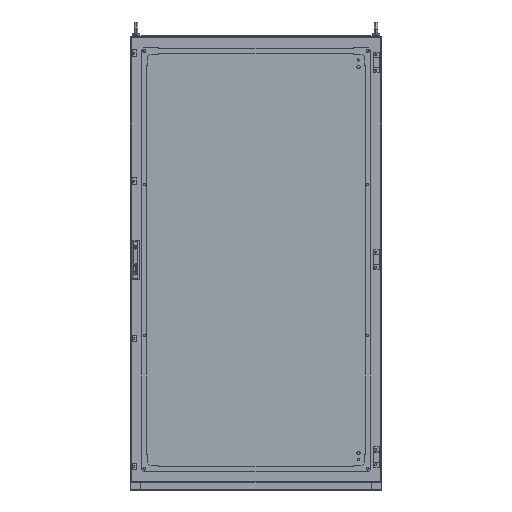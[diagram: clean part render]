
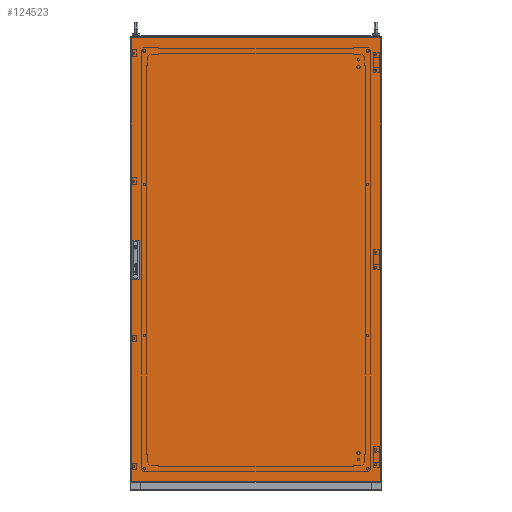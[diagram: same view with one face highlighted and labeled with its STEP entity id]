
A CAD part, top view. The second image highlights one B-rep face of the part: STEP entity #124523.
In plain terms, the highlighted planar face has unit normal (0, 0, 1).
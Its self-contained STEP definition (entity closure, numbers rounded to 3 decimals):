
#4899 = VERTEX_POINT ( 'NONE', #90455 ) ;
#5919 = CARTESIAN_POINT ( 'NONE',  ( 497., 897., 0. ) ) ;
#9098 = VERTEX_POINT ( 'NONE', #156431 ) ;
#10847 = LINE ( 'NONE', #134146, #120966 ) ;
#11499 = EDGE_CURVE ( 'NONE', #101905, #9098, #154334, .T. ) ;
#12209 = ORIENTED_EDGE ( 'NONE', *, *, #121427, .F. ) ;
#12410 = VECTOR ( 'NONE', #123605, 1000. ) ;
#13604 = CARTESIAN_POINT ( 'NONE',  ( -497., 897., 0. ) ) ;
#15687 = VECTOR ( 'NONE', #20840, 1000. ) ;
#20840 = DIRECTION ( 'NONE',  ( 0., -1., 0. ) ) ;
#28050 = ORIENTED_EDGE ( 'NONE', *, *, #11499, .F. ) ;
#28301 = VECTOR ( 'NONE', #78727, 1000. ) ;
#35360 = VECTOR ( 'NONE', #129330, 1000. ) ;
#35978 = DIRECTION ( 'NONE',  ( 1., 0., 0. ) ) ;
#37760 = VERTEX_POINT ( 'NONE', #53077 ) ;
#40829 = FACE_OUTER_BOUND ( 'NONE', #127797, .T. ) ;
#41698 = DIRECTION ( 'NONE',  ( 0., 0., 1. ) ) ;
#43018 = CARTESIAN_POINT ( 'NONE',  ( -490.7, 88.5, 0. ) ) ;
#43057 = EDGE_LOOP ( 'NONE', ( #112613, #130201, #44272, #48092 ) ) ;
#44272 = ORIENTED_EDGE ( 'NONE', *, *, #148222, .F. ) ;
#44899 = AXIS2_PLACEMENT_3D ( 'NONE', #96980, #41698, #150565 ) ;
#47438 = ORIENTED_EDGE ( 'NONE', *, *, #84775, .T. ) ;
#48092 = ORIENTED_EDGE ( 'NONE', *, *, #134399, .F. ) ;
#50117 = CARTESIAN_POINT ( 'NONE',  ( -497., 897., 0. ) ) ;
#51909 = CARTESIAN_POINT ( 'NONE',  ( -497., 897., 0. ) ) ;
#53077 = CARTESIAN_POINT ( 'NONE',  ( -490.7, -11.5, 0. ) ) ;
#53765 = VECTOR ( 'NONE', #112264, 1000. ) ;
#57556 = CARTESIAN_POINT ( 'NONE',  ( 497., 897., 0. ) ) ;
#57997 = CARTESIAN_POINT ( 'NONE',  ( -465.7, -11.5, 0. ) ) ;
#59311 = LINE ( 'NONE', #57556, #12410 ) ;
#60577 = VECTOR ( 'NONE', #118988, 1000. ) ;
#63654 = VERTEX_POINT ( 'NONE', #113101 ) ;
#64566 = CARTESIAN_POINT ( 'NONE',  ( -465.7, -61.5, 0. ) ) ;
#68756 = EDGE_LOOP ( 'NONE', ( #156948, #126087, #28050, #12209 ) ) ;
#69021 = VERTEX_POINT ( 'NONE', #50117 ) ;
#69250 = VERTEX_POINT ( 'NONE', #5919 ) ;
#71016 = EDGE_CURVE ( 'NONE', #162422, #37760, #155242, .T. ) ;
#71248 = LINE ( 'NONE', #101536, #53765 ) ;
#73420 = ORIENTED_EDGE ( 'NONE', *, *, #80309, .T. ) ;
#78727 = DIRECTION ( 'NONE',  ( 0., -1., 0. ) ) ;
#80180 = VECTOR ( 'NONE', #126700, 1000. ) ;
#80309 = EDGE_CURVE ( 'NONE', #63654, #69250, #59311, .T. ) ;
#80948 = VERTEX_POINT ( 'NONE', #160298 ) ;
#81442 = VECTOR ( 'NONE', #121673, 1000. ) ;
#81460 = EDGE_CURVE ( 'NONE', #69250, #69021, #149330, .T. ) ;
#83724 = LINE ( 'NONE', #123003, #93461 ) ;
#84775 = EDGE_CURVE ( 'NONE', #69021, #137903, #121512, .T. ) ;
#89473 = CARTESIAN_POINT ( 'NONE',  ( -497., -870., 0. ) ) ;
#89621 = LINE ( 'NONE', #100337, #15687 ) ;
#90455 = CARTESIAN_POINT ( 'NONE',  ( -490.7, -61.5, 0. ) ) ;
#93461 = VECTOR ( 'NONE', #175665, 1000. ) ;
#95236 = PLANE ( 'NONE',  #44899 ) ;
#95717 = CARTESIAN_POINT ( 'NONE',  ( -465.7, -11.5, 0. ) ) ;
#96109 = FACE_BOUND ( 'NONE', #43057, .T. ) ;
#96980 = CARTESIAN_POINT ( 'NONE',  ( 0., 0., 0. ) ) ;
#98069 = CARTESIAN_POINT ( 'NONE',  ( -465.7, -61.5, 0. ) ) ;
#98131 = CARTESIAN_POINT ( 'NONE',  ( -497., -870., 0. ) ) ;
#98845 = CARTESIAN_POINT ( 'NONE',  ( -490.7, -61.5, 0. ) ) ;
#100337 = CARTESIAN_POINT ( 'NONE',  ( -490.7, 38.5, 0. ) ) ;
#101536 = CARTESIAN_POINT ( 'NONE',  ( -465.7, 38.5, 0. ) ) ;
#101905 = VERTEX_POINT ( 'NONE', #125046 ) ;
#103408 = CARTESIAN_POINT ( 'NONE',  ( -465.7, 38.5, 0. ) ) ;
#105824 = EDGE_CURVE ( 'NONE', #156740, #80948, #89621, .T. ) ;
#110621 = LINE ( 'NONE', #64566, #60577 ) ;
#112264 = DIRECTION ( 'NONE',  ( 1., 0., 0. ) ) ;
#112613 = ORIENTED_EDGE ( 'NONE', *, *, #150169, .F. ) ;
#112835 = VERTEX_POINT ( 'NONE', #98069 ) ;
#113101 = CARTESIAN_POINT ( 'NONE',  ( 497., -870., 0. ) ) ;
#117815 = ORIENTED_EDGE ( 'NONE', *, *, #157911, .T. ) ;
#118988 = DIRECTION ( 'NONE',  ( 0., 1., 0. ) ) ;
#119098 = VECTOR ( 'NONE', #152587, 1000. ) ;
#120966 = VECTOR ( 'NONE', #35978, 1000. ) ;
#121427 = EDGE_CURVE ( 'NONE', #80948, #101905, #71248, .T. ) ;
#121512 = LINE ( 'NONE', #51909, #28301 ) ;
#121673 = DIRECTION ( 'NONE',  ( -1., 0., 0. ) ) ;
#123003 = CARTESIAN_POINT ( 'NONE',  ( -465.7, 88.5, 0. ) ) ;
#123605 = DIRECTION ( 'NONE',  ( 0., 1., 0. ) ) ;
#124523 = ADVANCED_FACE ( 'NONE', ( #163075, #96109, #40829 ), #95236, .T. ) ;
#125046 = CARTESIAN_POINT ( 'NONE',  ( -465.7, 38.5, 0. ) ) ;
#126087 = ORIENTED_EDGE ( 'NONE', *, *, #159021, .F. ) ;
#126700 = DIRECTION ( 'NONE',  ( -1., 0., 0. ) ) ;
#127579 = LINE ( 'NONE', #98131, #119098 ) ;
#127797 = EDGE_LOOP ( 'NONE', ( #47438, #117815, #73420, #133610 ) ) ;
#129330 = DIRECTION ( 'NONE',  ( 0., 1., 0. ) ) ;
#130201 = ORIENTED_EDGE ( 'NONE', *, *, #71016, .F. ) ;
#133610 = ORIENTED_EDGE ( 'NONE', *, *, #81460, .T. ) ;
#134146 = CARTESIAN_POINT ( 'NONE',  ( -465.7, -61.5, 0. ) ) ;
#134399 = EDGE_CURVE ( 'NONE', #4899, #112835, #10847, .T. ) ;
#137903 = VERTEX_POINT ( 'NONE', #89473 ) ;
#148222 = EDGE_CURVE ( 'NONE', #112835, #162422, #110621, .T. ) ;
#149330 = LINE ( 'NONE', #13604, #81442 ) ;
#150169 = EDGE_CURVE ( 'NONE', #37760, #4899, #166704, .T. ) ;
#150565 = DIRECTION ( 'NONE',  ( 1., 0., 0. ) ) ;
#152587 = DIRECTION ( 'NONE',  ( 1., 0., 0. ) ) ;
#153310 = DIRECTION ( 'NONE',  ( 0., -1., 0. ) ) ;
#154334 = LINE ( 'NONE', #103408, #35360 ) ;
#155242 = LINE ( 'NONE', #57997, #80180 ) ;
#156431 = CARTESIAN_POINT ( 'NONE',  ( -465.7, 88.5, 0. ) ) ;
#156740 = VERTEX_POINT ( 'NONE', #43018 ) ;
#156948 = ORIENTED_EDGE ( 'NONE', *, *, #105824, .F. ) ;
#157911 = EDGE_CURVE ( 'NONE', #137903, #63654, #127579, .T. ) ;
#159021 = EDGE_CURVE ( 'NONE', #9098, #156740, #83724, .T. ) ;
#160298 = CARTESIAN_POINT ( 'NONE',  ( -490.7, 38.5, 0. ) ) ;
#162422 = VERTEX_POINT ( 'NONE', #95717 ) ;
#163075 = FACE_BOUND ( 'NONE', #68756, .T. ) ;
#166704 = LINE ( 'NONE', #98845, #171925 ) ;
#171925 = VECTOR ( 'NONE', #153310, 1000. ) ;
#175665 = DIRECTION ( 'NONE',  ( -1., 0., 0. ) ) ;
